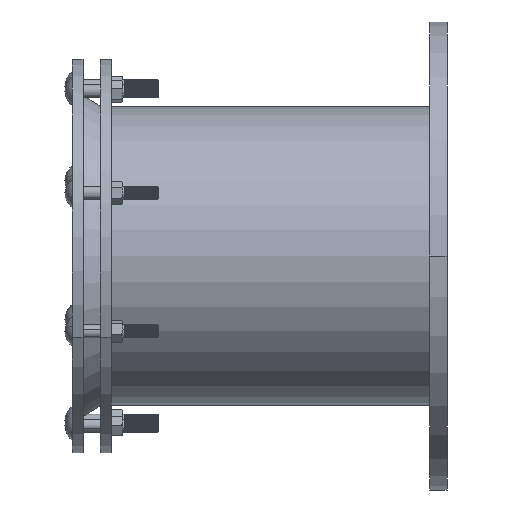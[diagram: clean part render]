
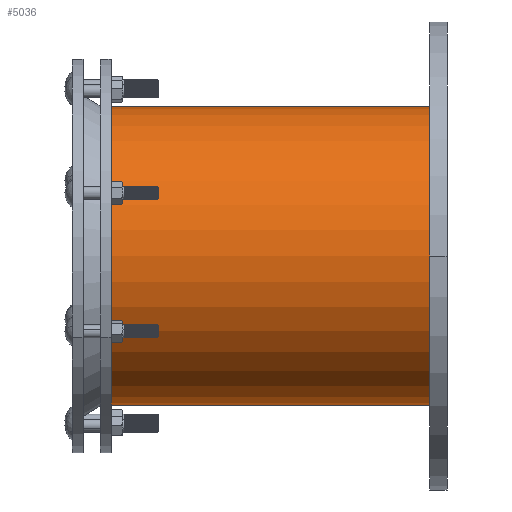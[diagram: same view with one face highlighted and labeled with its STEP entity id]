
A CAD part, left-side view. The second image highlights one B-rep face of the part: STEP entity #5036.
In plain terms, the highlighted cylindrical face has radius 109.601 mm (diameter 219.202 mm), a partial arc.
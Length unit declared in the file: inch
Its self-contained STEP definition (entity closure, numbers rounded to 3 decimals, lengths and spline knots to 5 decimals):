
#172 = ORIENTED_EDGE ( 'NONE', *, *, #12944, .T. ) ;
#220 = CIRCLE ( 'NONE', #6999, 4.315 ) ;
#613 = LINE ( 'NONE', #4456, #15403 ) ;
#852 = CARTESIAN_POINT ( 'NONE',  ( 0., 0., -4.315 ) ) ;
#1486 = VERTEX_POINT ( 'NONE', #10425 ) ;
#1510 = VECTOR ( 'NONE', #11864, 39.37008 ) ;
#2343 = DIRECTION ( 'NONE',  ( 0., -1., 0. ) ) ;
#2556 = CARTESIAN_POINT ( 'NONE',  ( 0., 0., 4.315 ) ) ;
#2666 = EDGE_LOOP ( 'NONE', ( #14859, #172, #7662, #13323 ) ) ;
#2835 = VERTEX_POINT ( 'NONE', #7831 ) ;
#3320 = EDGE_CURVE ( 'NONE', #1486, #8624, #613, .T. ) ;
#3491 = CYLINDRICAL_SURFACE ( 'NONE', #13367, 4.315 ) ;
#4456 = CARTESIAN_POINT ( 'NONE',  ( 0., 0., 4.315 ) ) ;
#4696 = CARTESIAN_POINT ( 'NONE',  ( 0., 9.75, 0. ) ) ;
#5036 = ADVANCED_FACE ( 'NONE', ( #13400 ), #3491, .T. ) ;
#6966 = CARTESIAN_POINT ( 'NONE',  ( 0., 0., 0. ) ) ;
#6999 = AXIS2_PLACEMENT_3D ( 'NONE', #4696, #15669, #11947 ) ;
#7662 = ORIENTED_EDGE ( 'NONE', *, *, #13931, .T. ) ;
#7831 = CARTESIAN_POINT ( 'NONE',  ( 0., 0., -4.315 ) ) ;
#8377 = CARTESIAN_POINT ( 'NONE',  ( 0., 9.75, -4.315 ) ) ;
#8441 = DIRECTION ( 'NONE',  ( 0., -1., 0. ) ) ;
#8555 = CARTESIAN_POINT ( 'NONE',  ( 0., 0., 0. ) ) ;
#8624 = VERTEX_POINT ( 'NONE', #2556 ) ;
#8905 = EDGE_CURVE ( 'NONE', #8624, #2835, #9803, .T. ) ;
#9803 = CIRCLE ( 'NONE', #11604, 4.315 ) ;
#10425 = CARTESIAN_POINT ( 'NONE',  ( 0., 9.75, 4.315 ) ) ;
#10644 = DIRECTION ( 'NONE',  ( 0., -1., 0. ) ) ;
#11063 = DIRECTION ( 'NONE',  ( 0., 0., -1. ) ) ;
#11604 = AXIS2_PLACEMENT_3D ( 'NONE', #6966, #8441, #14502 ) ;
#11864 = DIRECTION ( 'NONE',  ( 0., -1., 0. ) ) ;
#11947 = DIRECTION ( 'NONE',  ( 0., 0., -1. ) ) ;
#12944 = EDGE_CURVE ( 'NONE', #1486, #13945, #220, .T. ) ;
#13323 = ORIENTED_EDGE ( 'NONE', *, *, #8905, .F. ) ;
#13367 = AXIS2_PLACEMENT_3D ( 'NONE', #8555, #2343, #11063 ) ;
#13400 = FACE_OUTER_BOUND ( 'NONE', #2666, .T. ) ;
#13931 = EDGE_CURVE ( 'NONE', #13945, #2835, #15663, .T. ) ;
#13945 = VERTEX_POINT ( 'NONE', #8377 ) ;
#14502 = DIRECTION ( 'NONE',  ( 0., 0., -1. ) ) ;
#14859 = ORIENTED_EDGE ( 'NONE', *, *, #3320, .F. ) ;
#15403 = VECTOR ( 'NONE', #10644, 39.37008 ) ;
#15663 = LINE ( 'NONE', #852, #1510 ) ;
#15669 = DIRECTION ( 'NONE',  ( 0., -1., 0. ) ) ;
